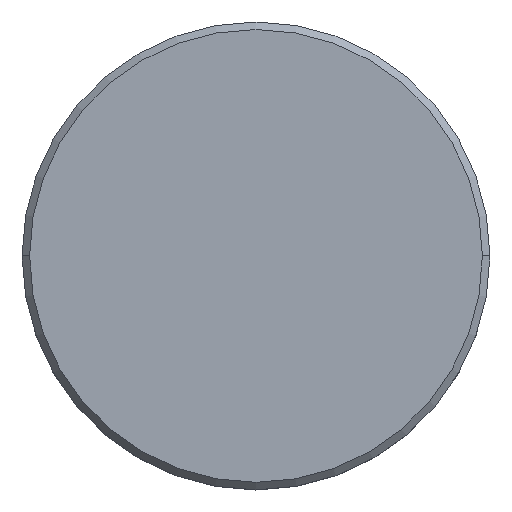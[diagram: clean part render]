
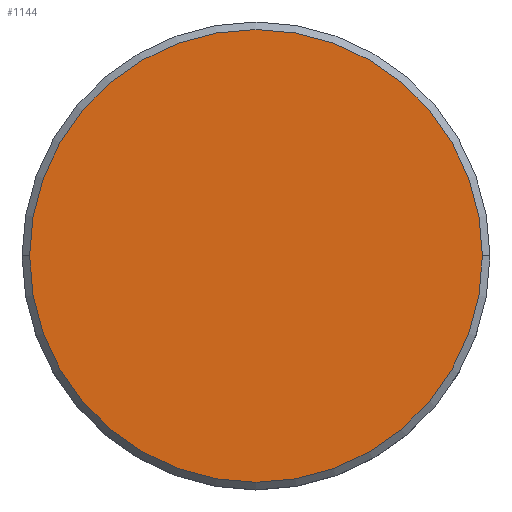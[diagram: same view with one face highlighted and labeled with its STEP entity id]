
A CAD part, top view. The second image highlights one B-rep face of the part: STEP entity #1144.
In plain terms, the highlighted planar face has unit normal (0, 0, 1).
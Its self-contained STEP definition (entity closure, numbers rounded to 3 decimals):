
#24 = VERTEX_POINT ( 'NONE', #848 ) ;
#72 = AXIS2_PLACEMENT_3D ( 'NONE', #1007, #642, #197 ) ;
#77 = CARTESIAN_POINT ( 'NONE',  ( 0., 0., 0. ) ) ;
#135 = EDGE_CURVE ( 'NONE', #24, #897, #479, .T. ) ;
#139 = PLANE ( 'NONE',  #355 ) ;
#197 = DIRECTION ( 'NONE',  ( 1., 0., 0. ) ) ;
#234 = CARTESIAN_POINT ( 'NONE',  ( 0., 0., 0. ) ) ;
#305 = FACE_OUTER_BOUND ( 'NONE', #852, .T. ) ;
#355 = AXIS2_PLACEMENT_3D ( 'NONE', #234, #489, #1044 ) ;
#432 = DIRECTION ( 'NONE',  ( 0., 0., 1. ) ) ;
#436 = DIRECTION ( 'NONE',  ( 1., 0., 0. ) ) ;
#443 = CARTESIAN_POINT ( 'NONE',  ( 15., 0., 0. ) ) ;
#479 = CIRCLE ( 'NONE', #72, 15. ) ;
#489 = DIRECTION ( 'NONE',  ( 0., 0., 1. ) ) ;
#501 = CIRCLE ( 'NONE', #801, 15. ) ;
#642 = DIRECTION ( 'NONE',  ( 0., 0., 1. ) ) ;
#702 = ORIENTED_EDGE ( 'NONE', *, *, #135, .T. ) ;
#801 = AXIS2_PLACEMENT_3D ( 'NONE', #77, #432, #436 ) ;
#811 = EDGE_CURVE ( 'NONE', #897, #24, #501, .T. ) ;
#848 = CARTESIAN_POINT ( 'NONE',  ( -15., 0., 0. ) ) ;
#852 = EDGE_LOOP ( 'NONE', ( #702, #1087 ) ) ;
#897 = VERTEX_POINT ( 'NONE', #443 ) ;
#1007 = CARTESIAN_POINT ( 'NONE',  ( 0., 0., 0. ) ) ;
#1044 = DIRECTION ( 'NONE',  ( 1., 0., 0. ) ) ;
#1087 = ORIENTED_EDGE ( 'NONE', *, *, #811, .T. ) ;
#1144 = ADVANCED_FACE ( 'NONE', ( #305 ), #139, .T. ) ;
